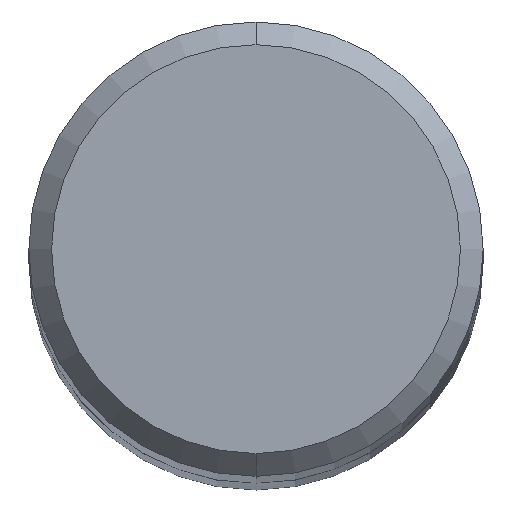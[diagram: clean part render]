
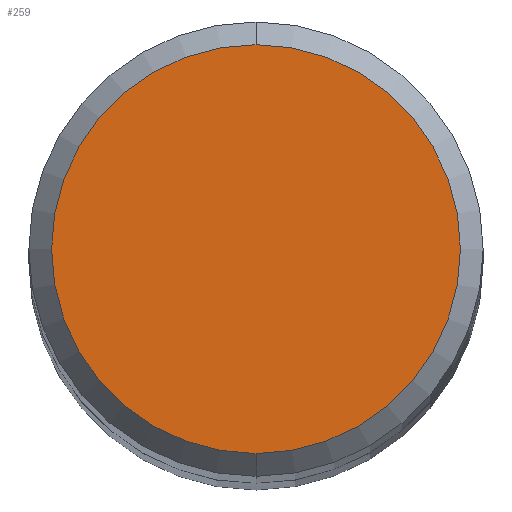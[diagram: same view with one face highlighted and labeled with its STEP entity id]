
A CAD part, top view. The second image highlights one B-rep face of the part: STEP entity #259.
In plain terms, the highlighted planar face has unit normal (0, 0, 1).
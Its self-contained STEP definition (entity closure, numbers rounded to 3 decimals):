
#217=EDGE_CURVE('',#261,#333,#499,.T.);
#241=EDGE_CURVE('',#333,#261,#527,.T.);
#259=ADVANCED_FACE('',(#546),#547,.T.);
#261=VERTEX_POINT('',#549);
#333=VERTEX_POINT('',#629);
#499=CIRCLE('',#847,3.6);
#527=CIRCLE('',#910,3.6);
#546=FACE_OUTER_BOUND('',#948,.T.);
#547=PLANE('',#949);
#549=CARTESIAN_POINT('',(0.0,3.6,0.0));
#629=CARTESIAN_POINT('',(0.,-3.6,0.0));
#847=AXIS2_PLACEMENT_3D('',#1406,#1407,#1408);
#910=AXIS2_PLACEMENT_3D('',#1451,#1452,#1453);
#948=EDGE_LOOP('',(#1469,#1470));
#949=AXIS2_PLACEMENT_3D('',#1471,#1472,#1473);
#1406=CARTESIAN_POINT('',(0.0,0.0,0.0));
#1407=DIRECTION('',(0.0,0.0,-1.0));
#1408=DIRECTION('',(0.0,1.0,0.0));
#1451=CARTESIAN_POINT('',(0.0,0.0,0.0));
#1452=DIRECTION('',(0.0,0.0,-1.0));
#1453=DIRECTION('',(0.0,1.0,0.0));
#1469=ORIENTED_EDGE('',*,*,#217,.F.);
#1470=ORIENTED_EDGE('',*,*,#241,.F.);
#1471=CARTESIAN_POINT('',(0.0,1.8,0.0));
#1472=DIRECTION('',(-0.0,0.0,1.0));
#1473=DIRECTION('',(0.0,-1.0,0.0));
